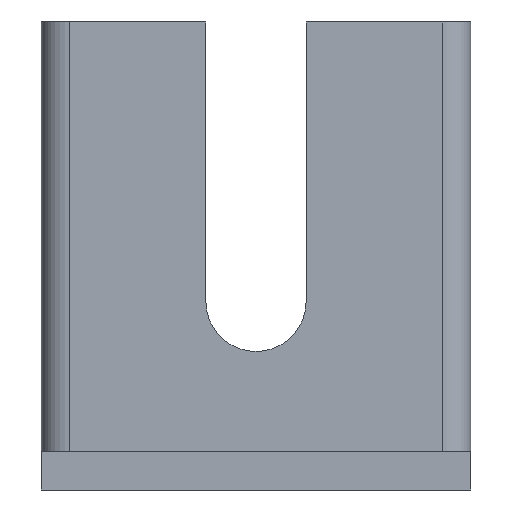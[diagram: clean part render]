
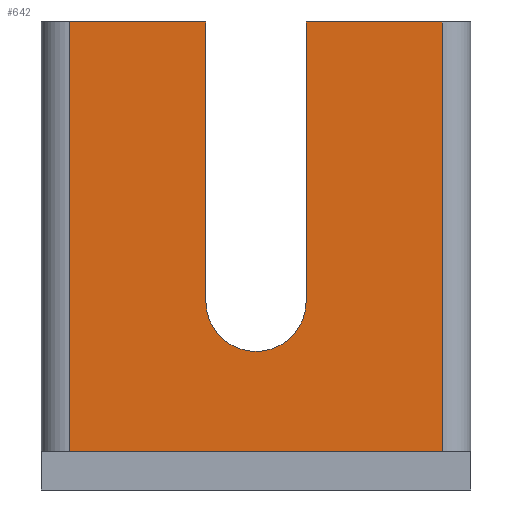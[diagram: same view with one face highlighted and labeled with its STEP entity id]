
A CAD part, front view. The second image highlights one B-rep face of the part: STEP entity #642.
In plain terms, the highlighted planar face has unit normal (0, -1, 0).
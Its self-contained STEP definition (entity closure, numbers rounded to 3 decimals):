
#20 = LINE ( 'NONE', #190, #912 ) ;
#56 = ORIENTED_EDGE ( 'NONE', *, *, #545, .T. ) ;
#59 = DIRECTION ( 'NONE',  ( 0., 1., 0. ) ) ;
#179 = VECTOR ( 'NONE', #1179, 1000. ) ;
#190 = CARTESIAN_POINT ( 'NONE',  ( 11.037, 70.584, 178.687 ) ) ;
#198 = DIRECTION ( 'NONE',  ( 1., 0., 0. ) ) ;
#213 = LINE ( 'NONE', #857, #1981 ) ;
#252 = ORIENTED_EDGE ( 'NONE', *, *, #1998, .T. ) ;
#254 = CARTESIAN_POINT ( 'NONE',  ( 50.037, 70.584, 88.687 ) ) ;
#272 = EDGE_CURVE ( 'NONE', #2193, #1486, #942, .T. ) ;
#331 = LINE ( 'NONE', #546, #1926 ) ;
#355 = DIRECTION ( 'NONE',  ( 1., 0., 0. ) ) ;
#374 = AXIS2_PLACEMENT_3D ( 'NONE', #601, #59, #1449 ) ;
#449 = EDGE_CURVE ( 'NONE', #2194, #1041, #213, .T. ) ;
#460 = VERTEX_POINT ( 'NONE', #1223 ) ;
#461 = CARTESIAN_POINT ( 'NONE',  ( -27.963, 70.584, 88.687 ) ) ;
#530 = FACE_OUTER_BOUND ( 'NONE', #654, .T. ) ;
#538 = ORIENTED_EDGE ( 'NONE', *, *, #2018, .T. ) ;
#545 = EDGE_CURVE ( 'NONE', #2194, #1824, #331, .T. ) ;
#546 = CARTESIAN_POINT ( 'NONE',  ( 21.537, 70.584, 178.687 ) ) ;
#556 = LINE ( 'NONE', #751, #899 ) ;
#601 = CARTESIAN_POINT ( 'NONE',  ( 11.037, 70.584, 120.187 ) ) ;
#628 = DIRECTION ( 'NONE',  ( 0., 0., 1. ) ) ;
#642 = ADVANCED_FACE ( 'NONE', ( #530 ), #1078, .F. ) ;
#654 = EDGE_LOOP ( 'NONE', ( #2169, #56, #538, #1538, #1237, #252, #2125, #752 ) ) ;
#677 = CARTESIAN_POINT ( 'NONE',  ( 50.037, 70.584, 178.687 ) ) ;
#737 = DIRECTION ( 'NONE',  ( 0., 0., 1. ) ) ;
#751 = CARTESIAN_POINT ( 'NONE',  ( -27.963, 70.584, 178.687 ) ) ;
#752 = ORIENTED_EDGE ( 'NONE', *, *, #2252, .F. ) ;
#857 = CARTESIAN_POINT ( 'NONE',  ( 11.037, 70.584, 178.687 ) ) ;
#898 = CARTESIAN_POINT ( 'NONE',  ( 11.037, 70.584, 88.687 ) ) ;
#899 = VECTOR ( 'NONE', #1618, 1000. ) ;
#912 = VECTOR ( 'NONE', #2105, 1000. ) ;
#919 = CARTESIAN_POINT ( 'NONE',  ( 11.037, 70.584, 178.687 ) ) ;
#926 = DIRECTION ( 'NONE',  ( 0., 1., 0. ) ) ;
#942 = LINE ( 'NONE', #898, #1351 ) ;
#989 = CARTESIAN_POINT ( 'NONE',  ( 21.537, 70.584, 178.687 ) ) ;
#994 = CARTESIAN_POINT ( 'NONE',  ( 0.537, 70.584, 178.687 ) ) ;
#1032 = LINE ( 'NONE', #1719, #179 ) ;
#1041 = VERTEX_POINT ( 'NONE', #677 ) ;
#1078 = PLANE ( 'NONE',  #1845 ) ;
#1121 = EDGE_CURVE ( 'NONE', #1847, #1763, #20, .T. ) ;
#1179 = DIRECTION ( 'NONE',  ( 0., 0., -1. ) ) ;
#1199 = VECTOR ( 'NONE', #628, 1000. ) ;
#1223 = CARTESIAN_POINT ( 'NONE',  ( 0.537, 70.584, 120.187 ) ) ;
#1237 = ORIENTED_EDGE ( 'NONE', *, *, #1121, .F. ) ;
#1351 = VECTOR ( 'NONE', #198, 1000. ) ;
#1449 = DIRECTION ( 'NONE',  ( 0., 0., 1. ) ) ;
#1486 = VERTEX_POINT ( 'NONE', #254 ) ;
#1538 = ORIENTED_EDGE ( 'NONE', *, *, #2117, .T. ) ;
#1579 = DIRECTION ( 'NONE',  ( 0., 0., -1. ) ) ;
#1618 = DIRECTION ( 'NONE',  ( 0., 0., -1. ) ) ;
#1719 = CARTESIAN_POINT ( 'NONE',  ( 50.037, 70.584, 178.687 ) ) ;
#1763 = VERTEX_POINT ( 'NONE', #2043 ) ;
#1783 = CIRCLE ( 'NONE', #374, 10.5 ) ;
#1824 = VERTEX_POINT ( 'NONE', #1901 ) ;
#1845 = AXIS2_PLACEMENT_3D ( 'NONE', #919, #926, #737 ) ;
#1847 = VERTEX_POINT ( 'NONE', #2205 ) ;
#1893 = LINE ( 'NONE', #994, #1199 ) ;
#1901 = CARTESIAN_POINT ( 'NONE',  ( 21.537, 70.584, 120.187 ) ) ;
#1926 = VECTOR ( 'NONE', #1579, 1000. ) ;
#1981 = VECTOR ( 'NONE', #355, 1000. ) ;
#1998 = EDGE_CURVE ( 'NONE', #1847, #2193, #556, .T. ) ;
#2018 = EDGE_CURVE ( 'NONE', #1824, #460, #1783, .T. ) ;
#2043 = CARTESIAN_POINT ( 'NONE',  ( 0.537, 70.584, 178.687 ) ) ;
#2105 = DIRECTION ( 'NONE',  ( 1., 0., 0. ) ) ;
#2117 = EDGE_CURVE ( 'NONE', #460, #1763, #1893, .T. ) ;
#2125 = ORIENTED_EDGE ( 'NONE', *, *, #272, .T. ) ;
#2169 = ORIENTED_EDGE ( 'NONE', *, *, #449, .F. ) ;
#2193 = VERTEX_POINT ( 'NONE', #461 ) ;
#2194 = VERTEX_POINT ( 'NONE', #989 ) ;
#2205 = CARTESIAN_POINT ( 'NONE',  ( -27.963, 70.584, 178.687 ) ) ;
#2252 = EDGE_CURVE ( 'NONE', #1041, #1486, #1032, .T. ) ;
